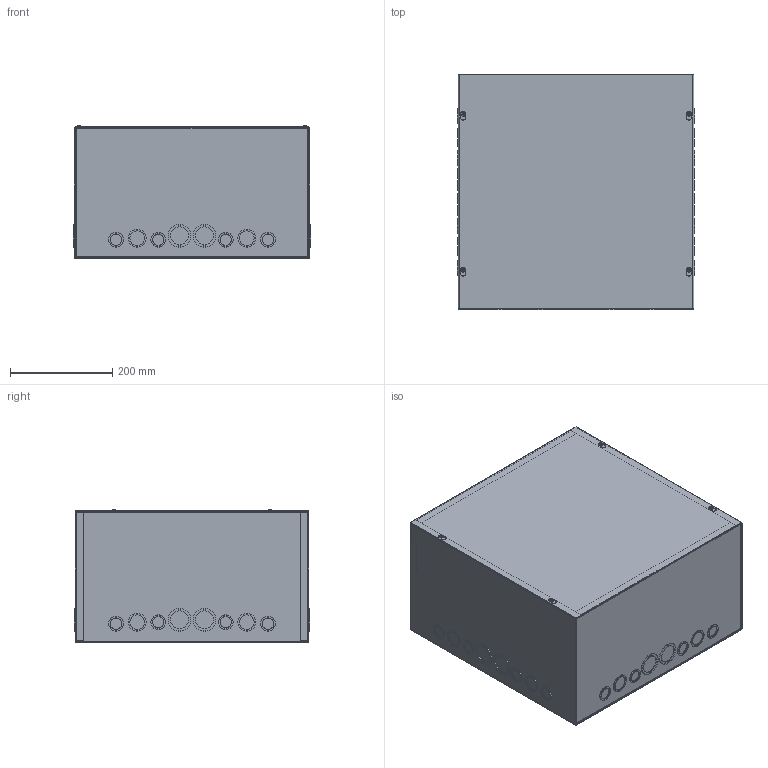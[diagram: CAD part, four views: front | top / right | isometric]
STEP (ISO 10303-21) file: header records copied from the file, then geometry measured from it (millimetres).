
FILE_DESCRIPTION(/* description */ ('SCG, BLR, 18X18X10'),/* implementation_level */ '2;1');
FILE_NAME(/* name */ 'SC181810G.stp',/* time_stamp */ '2015-03-31T20:58:50+05:00',/* author */ ('rsundaram'),/* organization */ (''),/* preprocessor_version */ 'ST-DEVELOPER v15.2',/* originating_system */ 'Autodesk Inventor 2014',/* authorisation */ '');
FILE_SCHEMA (('AUTOMOTIVE_DESIGN { 1 0 10303 214 3 1 1 }'));
Length unit declared in the file: inch
Products named in the file (5): SC181810GBLR; SC1810GTB; SC1818GLPA; 34056; SC181810G
Bounding box: 463.55 x 460.38 x 259.7 mm (x, y, z)
Volume: 1481571.1 mm3; surface area: 1896604.8 mm2
Topology: 37 solids, 43 shells, 1164 faces, 2752 edges, 1736 vertices
Faces by surface type: plane 856, cylinder 240, cone 40, torus 16, bspline 8, sphere 4
Full cylindrical faces by diameter (mm): 3.734 x4, 4.166 x4, 7.144 x4, 9.754 x4
Entity records: 24288 total; most frequent: CARTESIAN_POINT 4256, ORIENTED_EDGE 4090, DIRECTION 3846, EDGE_CURVE 1901, LINE 1536, VECTOR 1536, VERTEX_POINT 1205, AXIS2_PLACEMENT_3D 1155
